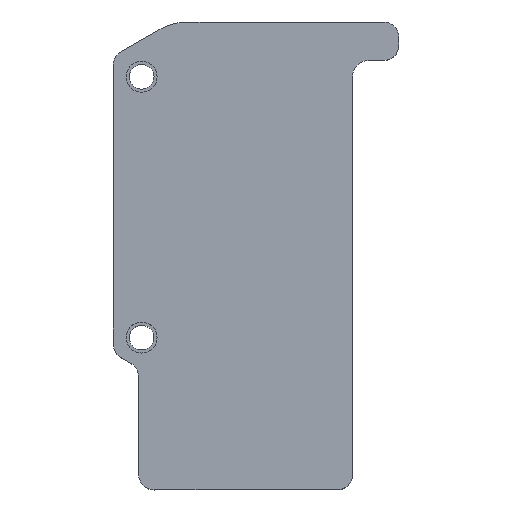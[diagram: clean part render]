
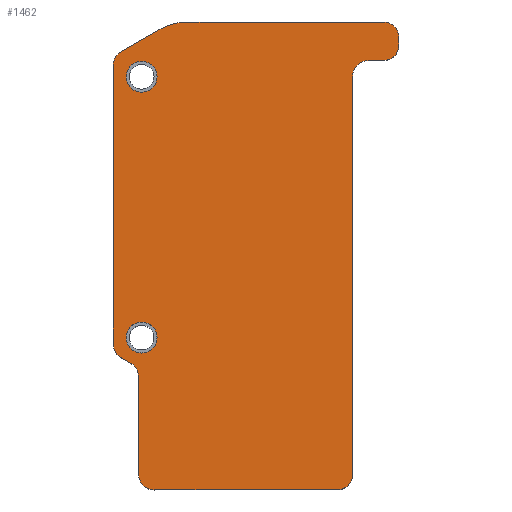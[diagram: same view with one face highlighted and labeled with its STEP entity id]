
A CAD part, top view. The second image highlights one B-rep face of the part: STEP entity #1462.
In plain terms, the highlighted planar face has unit normal (0, 0, 1).
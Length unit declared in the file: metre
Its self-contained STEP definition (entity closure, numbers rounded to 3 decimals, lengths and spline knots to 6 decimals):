
#64=LINE('',#2164,#224);
#68=LINE('',#2180,#228);
#76=LINE('',#2200,#236);
#80=LINE('',#2209,#240);
#85=LINE('',#2222,#245);
#89=LINE('',#2234,#249);
#93=LINE('',#2246,#253);
#97=LINE('',#2258,#257);
#101=LINE('',#2270,#261);
#104=LINE('',#2276,#264);
#109=LINE('',#2294,#269);
#224=VECTOR('',#1722,1.);
#228=VECTOR('',#1734,1.);
#236=VECTOR('',#1750,1.);
#240=VECTOR('',#1756,1.);
#245=VECTOR('',#1769,1.);
#249=VECTOR('',#1781,1.);
#253=VECTOR('',#1793,1.);
#257=VECTOR('',#1805,1.);
#261=VECTOR('',#1817,1.);
#264=VECTOR('',#1822,1.);
#269=VECTOR('',#1835,1.);
#371=PLANE('',#1588);
#539=ORIENTED_EDGE('',*,*,#943,.F.);
#540=ORIENTED_EDGE('',*,*,#944,.F.);
#541=ORIENTED_EDGE('',*,*,#873,.F.);
#542=ORIENTED_EDGE('',*,*,#879,.T.);
#543=ORIENTED_EDGE('',*,*,#883,.T.);
#544=ORIENTED_EDGE('',*,*,#886,.T.);
#545=ORIENTED_EDGE('',*,*,#889,.T.);
#546=ORIENTED_EDGE('',*,*,#896,.T.);
#547=ORIENTED_EDGE('',*,*,#900,.F.);
#548=ORIENTED_EDGE('',*,*,#904,.T.);
#549=ORIENTED_EDGE('',*,*,#907,.F.);
#550=ORIENTED_EDGE('',*,*,#910,.T.);
#551=ORIENTED_EDGE('',*,*,#913,.F.);
#552=ORIENTED_EDGE('',*,*,#916,.T.);
#553=ORIENTED_EDGE('',*,*,#919,.F.);
#554=ORIENTED_EDGE('',*,*,#922,.F.);
#555=ORIENTED_EDGE('',*,*,#925,.F.);
#556=ORIENTED_EDGE('',*,*,#928,.T.);
#557=ORIENTED_EDGE('',*,*,#931,.T.);
#558=ORIENTED_EDGE('',*,*,#934,.T.);
#559=ORIENTED_EDGE('',*,*,#938,.T.);
#560=ORIENTED_EDGE('',*,*,#942,.F.);
#873=EDGE_CURVE('',#1085,#1086,#1194,.T.);
#879=EDGE_CURVE('',#1085,#1091,#64,.T.);
#883=EDGE_CURVE('',#1091,#1093,#1196,.T.);
#886=EDGE_CURVE('',#1093,#1095,#68,.T.);
#889=EDGE_CURVE('',#1095,#1097,#1198,.T.);
#896=EDGE_CURVE('',#1097,#1103,#76,.T.);
#900=EDGE_CURVE('',#1107,#1103,#80,.T.);
#904=EDGE_CURVE('',#1107,#1109,#1200,.T.);
#907=EDGE_CURVE('',#1111,#1109,#85,.T.);
#910=EDGE_CURVE('',#1111,#1113,#1202,.T.);
#913=EDGE_CURVE('',#1115,#1113,#89,.T.);
#916=EDGE_CURVE('',#1115,#1117,#1204,.T.);
#919=EDGE_CURVE('',#1119,#1117,#93,.T.);
#922=EDGE_CURVE('',#1121,#1119,#1206,.T.);
#925=EDGE_CURVE('',#1123,#1121,#97,.T.);
#928=EDGE_CURVE('',#1123,#1125,#1208,.T.);
#931=EDGE_CURVE('',#1125,#1127,#101,.T.);
#934=EDGE_CURVE('',#1127,#1129,#104,.T.);
#938=EDGE_CURVE('',#1129,#1133,#1209,.T.);
#942=EDGE_CURVE('',#1086,#1133,#109,.T.);
#943=EDGE_CURVE('',#1135,#1135,#1211,.T.);
#944=EDGE_CURVE('',#1136,#1136,#1212,.T.);
#1085=VERTEX_POINT('',#2150);
#1086=VERTEX_POINT('',#2152);
#1091=VERTEX_POINT('',#2163);
#1093=VERTEX_POINT('',#2173);
#1095=VERTEX_POINT('',#2179);
#1097=VERTEX_POINT('',#2185);
#1103=VERTEX_POINT('',#2199);
#1107=VERTEX_POINT('',#2208);
#1109=VERTEX_POINT('',#2215);
#1111=VERTEX_POINT('',#2221);
#1113=VERTEX_POINT('',#2227);
#1115=VERTEX_POINT('',#2233);
#1117=VERTEX_POINT('',#2239);
#1119=VERTEX_POINT('',#2245);
#1121=VERTEX_POINT('',#2251);
#1123=VERTEX_POINT('',#2257);
#1125=VERTEX_POINT('',#2263);
#1127=VERTEX_POINT('',#2269);
#1129=VERTEX_POINT('',#2275);
#1133=VERTEX_POINT('',#2287);
#1135=VERTEX_POINT('',#2297);
#1136=VERTEX_POINT('',#2299);
#1194=CIRCLE('',#1552,0.002);
#1196=CIRCLE('',#1556,0.002);
#1198=CIRCLE('',#1560,0.002);
#1200=CIRCLE('',#1565,0.00715);
#1202=CIRCLE('',#1569,0.002);
#1204=CIRCLE('',#1573,0.002);
#1206=CIRCLE('',#1577,0.002);
#1208=CIRCLE('',#1581,0.002);
#1209=CIRCLE('',#1585,0.002);
#1211=CIRCLE('',#1589,0.002001);
#1212=CIRCLE('',#1590,0.002);
#1252=EDGE_LOOP('',(#539));
#1253=EDGE_LOOP('',(#540));
#1254=EDGE_LOOP('',(#541,#542,#543,#544,#545,#546,#547,#548,#549,#550,#551,
#552,#553,#554,#555,#556,#557,#558,#559,#560));
#1351=FACE_BOUND('',#1252,.T.);
#1352=FACE_BOUND('',#1253,.T.);
#1353=FACE_BOUND('',#1254,.T.);
#1462=ADVANCED_FACE('',(#1351,#1352,#1353),#371,.T.);
#1552=AXIS2_PLACEMENT_3D('',#2151,#1713,#1714);
#1556=AXIS2_PLACEMENT_3D('',#2174,#1728,#1729);
#1560=AXIS2_PLACEMENT_3D('',#2186,#1740,#1741);
#1565=AXIS2_PLACEMENT_3D('',#2216,#1763,#1764);
#1569=AXIS2_PLACEMENT_3D('',#2228,#1775,#1776);
#1573=AXIS2_PLACEMENT_3D('',#2240,#1787,#1788);
#1577=AXIS2_PLACEMENT_3D('',#2252,#1799,#1800);
#1581=AXIS2_PLACEMENT_3D('',#2264,#1811,#1812);
#1585=AXIS2_PLACEMENT_3D('',#2288,#1827,#1828);
#1588=AXIS2_PLACEMENT_3D('',#2295,#1836,#1837);
#1589=AXIS2_PLACEMENT_3D('',#2296,#1838,#1839);
#1590=AXIS2_PLACEMENT_3D('',#2298,#1840,#1841);
#1713=DIRECTION('',(0.,0.,1.));
#1714=DIRECTION('',(1.,0.,0.));
#1722=DIRECTION('',(1.,0.,0.));
#1728=DIRECTION('',(0.,0.,1.));
#1729=DIRECTION('',(1.,0.,0.));
#1734=DIRECTION('',(0.,1.,0.));
#1740=DIRECTION('',(0.,0.,1.));
#1741=DIRECTION('',(1.,0.,0.));
#1750=DIRECTION('',(-1.,0.,0.));
#1756=DIRECTION('',(1.,0.,0.));
#1763=DIRECTION('',(0.,0.,1.));
#1764=DIRECTION('',(1.,0.,0.));
#1769=DIRECTION('',(0.866,0.5,0.));
#1775=DIRECTION('',(0.,0.,1.));
#1776=DIRECTION('',(1.,0.,0.));
#1781=DIRECTION('',(0.,1.,0.));
#1787=DIRECTION('',(0.,0.,1.));
#1788=DIRECTION('',(1.,0.,0.));
#1793=DIRECTION('',(-0.866,0.5,0.));
#1799=DIRECTION('',(0.,0.,1.));
#1800=DIRECTION('',(1.,0.,0.));
#1805=DIRECTION('',(0.,1.,0.));
#1811=DIRECTION('',(0.,0.,1.));
#1812=DIRECTION('',(1.,0.,0.));
#1817=DIRECTION('',(1.,0.,0.));
#1822=DIRECTION('',(1.,0.,0.));
#1827=DIRECTION('',(0.,0.,1.));
#1828=DIRECTION('',(1.,0.,0.));
#1835=DIRECTION('',(0.,-1.,0.));
#1836=DIRECTION('',(0.,0.,1.));
#1837=DIRECTION('',(1.,0.,0.));
#1838=DIRECTION('',(0.,0.,1.));
#1839=DIRECTION('',(1.,0.,0.));
#1840=DIRECTION('',(0.,0.,1.));
#1841=DIRECTION('',(1.,0.,0.));
#2150=CARTESIAN_POINT('',(-0.044057,0.055623,0.0225));
#2151=CARTESIAN_POINT('',(-0.044057,0.053623,0.0225));
#2152=CARTESIAN_POINT('',(-0.046057,0.053623,0.0225));
#2163=CARTESIAN_POINT('',(-0.042057,0.055623,0.0225));
#2164=CARTESIAN_POINT('',(-0.043057,0.055623,0.0225));
#2173=CARTESIAN_POINT('',(-0.040057,0.057623,0.0225));
#2174=CARTESIAN_POINT('',(-0.042057,0.057623,0.0225));
#2179=CARTESIAN_POINT('',(-0.040057,0.058623,0.0225));
#2180=CARTESIAN_POINT('',(-0.040057,0.058123,0.0225));
#2185=CARTESIAN_POINT('',(-0.042057,0.060623,0.0225));
#2186=CARTESIAN_POINT('',(-0.042057,0.058623,0.0225));
#2199=CARTESIAN_POINT('',(-0.064621,0.060623,0.0225));
#2200=CARTESIAN_POINT('',(-0.045039,0.060623,0.0225));
#2208=CARTESIAN_POINT('',(-0.067448,0.060623,0.0225));
#2209=CARTESIAN_POINT('',(-0.066034,0.060623,0.0225));
#2215=CARTESIAN_POINT('',(-0.071023,0.059665,0.0225));
#2216=CARTESIAN_POINT('',(-0.067448,0.053473,0.0225));
#2221=CARTESIAN_POINT('',(-0.076098,0.056735,0.0225));
#2222=CARTESIAN_POINT('',(-0.073561,0.0582,0.0225));
#2227=CARTESIAN_POINT('',(-0.077098,0.055003,0.0225));
#2228=CARTESIAN_POINT('',(-0.075098,0.055003,0.0225));
#2233=CARTESIAN_POINT('',(-0.077098,0.018886,0.0225));
#2234=CARTESIAN_POINT('',(-0.077098,0.054265,0.0225));
#2239=CARTESIAN_POINT('',(-0.076098,0.017154,0.0225));
#2240=CARTESIAN_POINT('',(-0.075098,0.018886,0.0225));
#2245=CARTESIAN_POINT('',(-0.074797,0.016403,0.0225));
#2246=CARTESIAN_POINT('',(-0.075448,0.016778,0.0225));
#2251=CARTESIAN_POINT('',(-0.073797,0.014671,0.0225));
#2252=CARTESIAN_POINT('',(-0.075797,0.014671,0.0225));
#2257=CARTESIAN_POINT('',(-0.073797,0.001981,0.0225));
#2258=CARTESIAN_POINT('',(-0.073797,0.008326,0.0225));
#2263=CARTESIAN_POINT('',(-0.071797,-0.000019,0.0225));
#2264=CARTESIAN_POINT('',(-0.071797,0.001981,0.0225));
#2269=CARTESIAN_POINT('',(-0.069598,-0.000019,0.0225));
#2270=CARTESIAN_POINT('',(-0.070697,-0.000019,0.0225));
#2275=CARTESIAN_POINT('',(-0.048057,-0.000019,0.0225));
#2276=CARTESIAN_POINT('',(-0.063709,-0.000019,0.0225));
#2287=CARTESIAN_POINT('',(-0.046057,0.001981,0.0225));
#2288=CARTESIAN_POINT('',(-0.048057,0.001981,0.0225));
#2294=CARTESIAN_POINT('',(-0.046057,0.027802,0.0225));
#2295=CARTESIAN_POINT('',(-0.061127,0.030302,0.0225));
#2296=CARTESIAN_POINT('',(-0.073398,0.053527,0.0225));
#2297=CARTESIAN_POINT('',(-0.071397,0.053527,0.0225));
#2298=CARTESIAN_POINT('',(-0.073398,0.019722,0.0225));
#2299=CARTESIAN_POINT('',(-0.071398,0.019722,0.0225));
